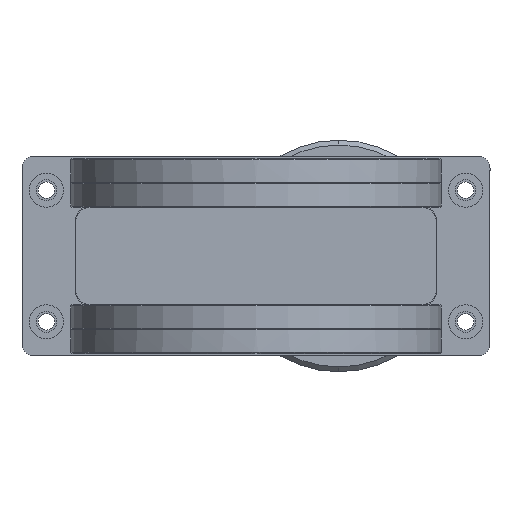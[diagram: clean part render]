
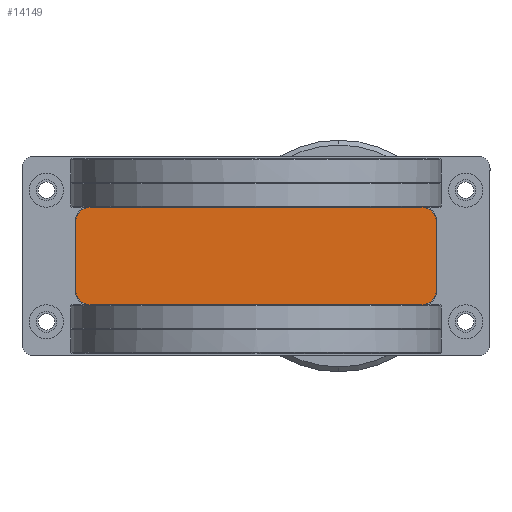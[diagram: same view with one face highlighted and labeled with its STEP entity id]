
A CAD part, front view. The second image highlights one B-rep face of the part: STEP entity #14149.
In plain terms, the highlighted planar face has unit normal (0, -1, 0).
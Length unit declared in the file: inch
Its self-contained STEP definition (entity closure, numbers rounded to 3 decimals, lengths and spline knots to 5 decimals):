
#108 = VECTOR ( 'NONE', #10385, 39.37008 ) ;
#269 = VERTEX_POINT ( 'NONE', #523 ) ;
#523 = CARTESIAN_POINT ( 'NONE',  ( -4.26151, -17.31559, -0.14084 ) ) ;
#828 = CARTESIAN_POINT ( 'NONE',  ( 1.32904, -17.31559, -0.14084 ) ) ;
#913 = EDGE_LOOP ( 'NONE', ( #5213, #10133, #7641, #7558, #15059, #14016, #2909, #4207 ) ) ;
#960 = EDGE_CURVE ( 'NONE', #13809, #14682, #4422, .T. ) ;
#988 = EDGE_CURVE ( 'NONE', #5312, #9055, #2137, .T. ) ;
#1213 = CARTESIAN_POINT ( 'NONE',  ( 1.56526, -17.31559, 0.96152 ) ) ;
#1910 = CARTESIAN_POINT ( 'NONE',  ( -4.26151, -17.31559, 0.96152 ) ) ;
#2108 = AXIS2_PLACEMENT_3D ( 'NONE', #14960, #14797, #6233 ) ;
#2132 = DIRECTION ( 'NONE',  ( -1., 0., 0. ) ) ;
#2137 = CIRCLE ( 'NONE', #4747, 0.23622 ) ;
#2725 = VERTEX_POINT ( 'NONE', #1213 ) ;
#2909 = ORIENTED_EDGE ( 'NONE', *, *, #13183, .T. ) ;
#3255 = EDGE_CURVE ( 'NONE', #2725, #13809, #11844, .T. ) ;
#3718 = LINE ( 'NONE', #8818, #9821 ) ;
#4136 = CARTESIAN_POINT ( 'NONE',  ( 1.56526, -17.31559, -0.14084 ) ) ;
#4207 = ORIENTED_EDGE ( 'NONE', *, *, #7082, .T. ) ;
#4290 = CIRCLE ( 'NONE', #13443, 0.23622 ) ;
#4313 = VERTEX_POINT ( 'NONE', #4708 ) ;
#4422 = LINE ( 'NONE', #6821, #10254 ) ;
#4708 = CARTESIAN_POINT ( 'NONE',  ( -4.02529, -17.31559, -0.37706 ) ) ;
#4747 = AXIS2_PLACEMENT_3D ( 'NONE', #828, #5824, #2132 ) ;
#4765 = AXIS2_PLACEMENT_3D ( 'NONE', #10126, #11518, #5285 ) ;
#4959 = DIRECTION ( 'NONE',  ( 1., 0., 0. ) ) ;
#5169 = EDGE_CURVE ( 'NONE', #14682, #9193, #4290, .T. ) ;
#5213 = ORIENTED_EDGE ( 'NONE', *, *, #988, .T. ) ;
#5285 = DIRECTION ( 'NONE',  ( -1., 0., 0. ) ) ;
#5312 = VERTEX_POINT ( 'NONE', #15686 ) ;
#5386 = LINE ( 'NONE', #4136, #108 ) ;
#5824 = DIRECTION ( 'NONE',  ( 0., -1., 0. ) ) ;
#5934 = LINE ( 'NONE', #9456, #8203 ) ;
#6233 = DIRECTION ( 'NONE',  ( -1., 0., 0. ) ) ;
#6821 = CARTESIAN_POINT ( 'NONE',  ( -4.02529, -17.31559, 1.19774 ) ) ;
#7082 = EDGE_CURVE ( 'NONE', #4313, #5312, #3718, .T. ) ;
#7558 = ORIENTED_EDGE ( 'NONE', *, *, #960, .T. ) ;
#7641 = ORIENTED_EDGE ( 'NONE', *, *, #3255, .T. ) ;
#8203 = VECTOR ( 'NONE', #9621, 39.37008 ) ;
#8292 = EDGE_CURVE ( 'NONE', #9055, #2725, #5386, .T. ) ;
#8721 = CARTESIAN_POINT ( 'NONE',  ( 1.32904, -17.31559, 1.19774 ) ) ;
#8818 = CARTESIAN_POINT ( 'NONE',  ( -4.02529, -17.31559, -0.37706 ) ) ;
#8856 = CARTESIAN_POINT ( 'NONE',  ( -4.02529, -17.31559, 0.96152 ) ) ;
#9055 = VERTEX_POINT ( 'NONE', #13794 ) ;
#9193 = VERTEX_POINT ( 'NONE', #1910 ) ;
#9456 = CARTESIAN_POINT ( 'NONE',  ( -4.26151, -17.31559, 0.41034 ) ) ;
#9621 = DIRECTION ( 'NONE',  ( 0., 0., -1. ) ) ;
#9821 = VECTOR ( 'NONE', #4959, 39.37008 ) ;
#10126 = CARTESIAN_POINT ( 'NONE',  ( 1.32904, -17.31559, 0.96152 ) ) ;
#10133 = ORIENTED_EDGE ( 'NONE', *, *, #8292, .T. ) ;
#10254 = VECTOR ( 'NONE', #15691, 39.37008 ) ;
#10385 = DIRECTION ( 'NONE',  ( 0., 0., 1. ) ) ;
#10730 = DIRECTION ( 'NONE',  ( -1., 0., 0. ) ) ;
#11149 = FACE_OUTER_BOUND ( 'NONE', #913, .T. ) ;
#11518 = DIRECTION ( 'NONE',  ( 0., -1., 0. ) ) ;
#11844 = CIRCLE ( 'NONE', #4765, 0.23622 ) ;
#12175 = EDGE_CURVE ( 'NONE', #9193, #269, #5934, .T. ) ;
#12300 = AXIS2_PLACEMENT_3D ( 'NONE', #15443, #13023, #10730 ) ;
#12540 = DIRECTION ( 'NONE',  ( -1., 0., 0. ) ) ;
#12603 = CARTESIAN_POINT ( 'NONE',  ( -4.02529, -17.31559, 1.19774 ) ) ;
#13023 = DIRECTION ( 'NONE',  ( 0., -1., 0. ) ) ;
#13183 = EDGE_CURVE ( 'NONE', #269, #4313, #13849, .T. ) ;
#13443 = AXIS2_PLACEMENT_3D ( 'NONE', #8856, #13842, #12540 ) ;
#13794 = CARTESIAN_POINT ( 'NONE',  ( 1.56526, -17.31559, -0.14084 ) ) ;
#13809 = VERTEX_POINT ( 'NONE', #8721 ) ;
#13842 = DIRECTION ( 'NONE',  ( 0., -1., 0. ) ) ;
#13849 = CIRCLE ( 'NONE', #12300, 0.23622 ) ;
#14016 = ORIENTED_EDGE ( 'NONE', *, *, #12175, .T. ) ;
#14149 = ADVANCED_FACE ( 'NONE', ( #11149 ), #16172, .T. ) ;
#14682 = VERTEX_POINT ( 'NONE', #12603 ) ;
#14797 = DIRECTION ( 'NONE',  ( 0., -1., 0. ) ) ;
#14960 = CARTESIAN_POINT ( 'NONE',  ( 1.32904, -17.31559, -0.14084 ) ) ;
#15059 = ORIENTED_EDGE ( 'NONE', *, *, #5169, .T. ) ;
#15443 = CARTESIAN_POINT ( 'NONE',  ( -4.02529, -17.31559, -0.14084 ) ) ;
#15686 = CARTESIAN_POINT ( 'NONE',  ( 1.32904, -17.31559, -0.37706 ) ) ;
#15691 = DIRECTION ( 'NONE',  ( -1., 0., 0. ) ) ;
#16172 = PLANE ( 'NONE',  #2108 ) ;
